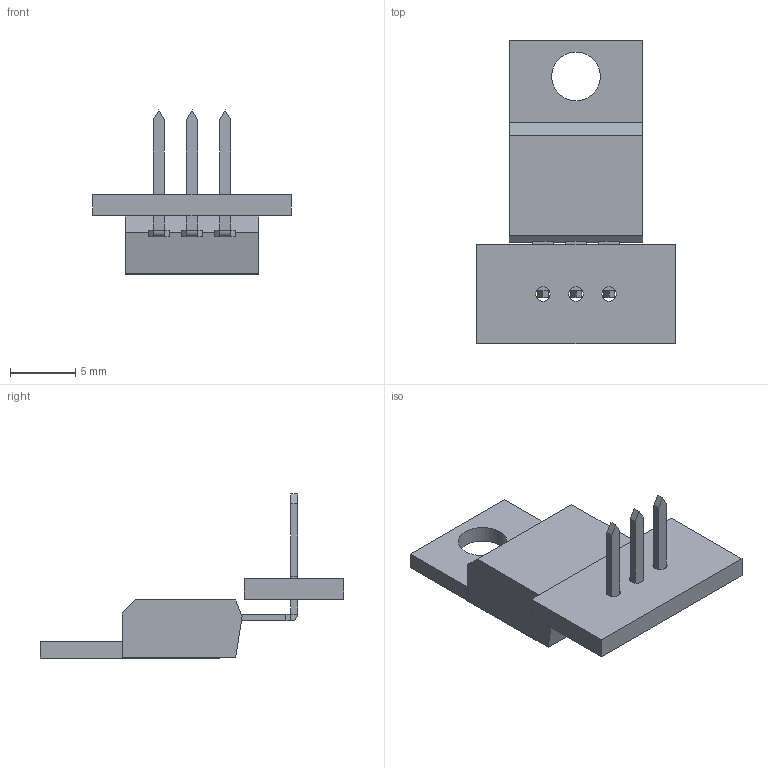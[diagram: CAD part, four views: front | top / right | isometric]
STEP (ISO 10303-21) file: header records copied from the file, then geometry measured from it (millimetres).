
FILE_DESCRIPTION(('KiCad electronic assembly'),'2;1');
FILE_NAME('TO220.step','2018-08-04T19:15:08',('An Author'),('A Company') ,'Open CASCADE STEP processor 6.8','KiCad to STEP converter','Unknown' );
FILE_SCHEMA(('AUTOMOTIVE_DESIGN_CC2 { 1 2 10303 214 -1 1 5 4 }'));
Length unit declared in the file: millimetre
Products named in the file (4): Open CASCADE STEP translator 6.8 1; TO-220-3_Horizontal_TabUp; SOLID; COMPOUND
Assembly tree (3 placements, depth 3):
  Open CASCADE STEP translator 6.8 1
    TO-220-3_Horizontal_TabUp
      SOLID
    COMPOUND
Bounding box: 15.24 x 23.29 x 12.59 mm (x, y, z)
Volume: 673.9 mm3; surface area: 921.1 mm2
Topology: 2 solids, 2 shells, 89 faces, 231 edges, 146 vertices
Faces by surface type: plane 82, cylinder 7
Full cylindrical faces by diameter (mm): 1.1 x3, 3.735 x1
Entity records: 6665 total; most frequent: CARTESIAN_POINT 1322, DIRECTION 876, LINE 649, VECTOR 649, ORIENTED_EDGE 462, PCURVE 462, DEFINITIONAL_REPRESENTATION 462, EDGE_CURVE 231
